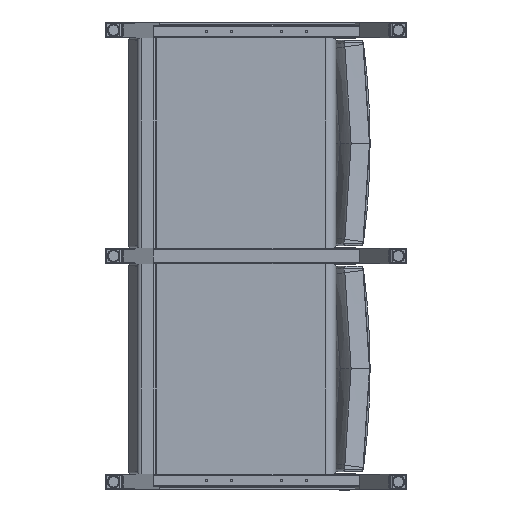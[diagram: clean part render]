
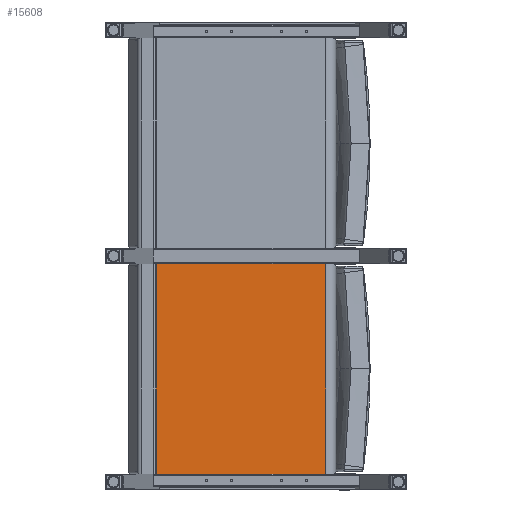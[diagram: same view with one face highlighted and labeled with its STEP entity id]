
A CAD part, front view. The second image highlights one B-rep face of the part: STEP entity #15608.
In plain terms, the highlighted planar face has unit normal (0, -1, 0).
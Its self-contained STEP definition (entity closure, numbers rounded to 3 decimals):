
#800=PLANE('',#16908);
#1261=LINE('',#23586,#2205);
#1262=LINE('',#23590,#2206);
#1263=LINE('',#23594,#2207);
#1264=LINE('',#23595,#2208);
#2205=VECTOR('',#18808,0.394);
#2206=VECTOR('',#18813,0.394);
#2207=VECTOR('',#18818,0.394);
#2208=VECTOR('',#18819,0.394);
#3665=FACE_OUTER_BOUND('',#4730,.T.);
#4730=EDGE_LOOP('',(#11190,#11191,#11192,#11193));
#7296=VERTEX_POINT('',#23583);
#7297=VERTEX_POINT('',#23585);
#7298=VERTEX_POINT('',#23589);
#7299=VERTEX_POINT('',#23593);
#8738=EDGE_CURVE('',#7296,#7297,#1261,.T.);
#8740=EDGE_CURVE('',#7298,#7297,#1262,.T.);
#8742=EDGE_CURVE('',#7298,#7299,#1263,.T.);
#8743=EDGE_CURVE('',#7299,#7296,#1264,.T.);
#11190=ORIENTED_EDGE('',*,*,#8742,.F.);
#11191=ORIENTED_EDGE('',*,*,#8740,.T.);
#11192=ORIENTED_EDGE('',*,*,#8738,.F.);
#11193=ORIENTED_EDGE('',*,*,#8743,.F.);
#15608=ADVANCED_FACE('',(#3665),#800,.T.);
#16908=AXIS2_PLACEMENT_3D('',#23592,#18816,#18817);
#18808=DIRECTION('',(1.,0.,0.));
#18813=DIRECTION('',(0.,0.,1.));
#18816=DIRECTION('center_axis',(0.,-1.,0.));
#18817=DIRECTION('ref_axis',(1.,0.,0.));
#18818=DIRECTION('',(-1.,0.,0.));
#18819=DIRECTION('',(0.,0.,1.));
#23583=CARTESIAN_POINT('',(-12.083,0.797,21.));
#23585=CARTESIAN_POINT('',(4.791,0.797,21.));
#23586=CARTESIAN_POINT('',(4.791,0.797,21.));
#23589=CARTESIAN_POINT('',(4.791,0.797,0.));
#23590=CARTESIAN_POINT('',(4.791,0.797,0.));
#23592=CARTESIAN_POINT('Origin',(-12.083,0.797,0.));
#23593=CARTESIAN_POINT('',(-12.083,0.797,0.));
#23594=CARTESIAN_POINT('',(4.791,0.797,0.));
#23595=CARTESIAN_POINT('',(-12.083,0.797,0.));
